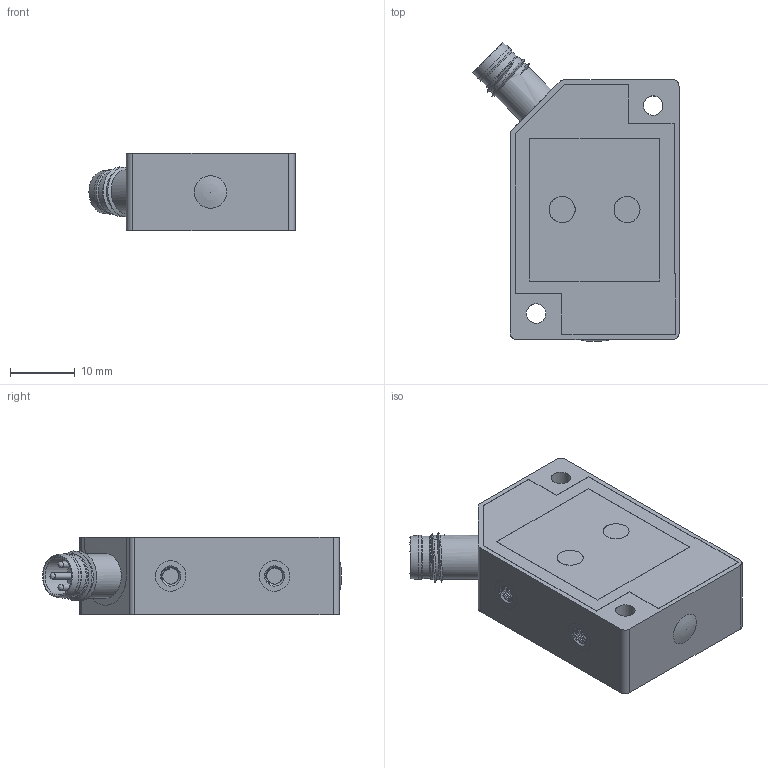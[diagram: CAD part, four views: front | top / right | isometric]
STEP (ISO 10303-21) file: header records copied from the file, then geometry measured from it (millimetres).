
FILE_DESCRIPTION( ('This file contains a STEP AP42 implementation' ,'as created by ZW3D STEP Interface translator.') ,'2;1' );
FILE_NAME( '11-FQP2-4002X-XCU3.stp' ,'23 5 6.10 516', (''), ('ZWCAD Software Co.'), 'Version 1.0', 'ZW3D to STEP translator', '' );
FILE_SCHEMA(('CONFIG_CONTROL_DESIGN'));
Length unit declared in the file: millimetre
Products named in the file (2): 0; FQP1-4002X-X2L2
Bounding box: 31.73 x 46.03 x 12 mm (x, y, z)
Volume: 12069.6 mm3; surface area: 4299.4 mm2
Topology: 1 solids, 1 shells, 120 faces, 301 edges, 197 vertices
Faces by surface type: bspline 120
Entity records: 5362 total; most frequent: CARTESIAN_POINT 3682, ORIENTED_EDGE 580, EDGE_CURVE 289, VERTEX_POINT 184, B_SPLINE_CURVE_WITH_KNOTS 161, EDGE_LOOP 138, FACE_OUTER_BOUND 120, ADVANCED_FACE 120
